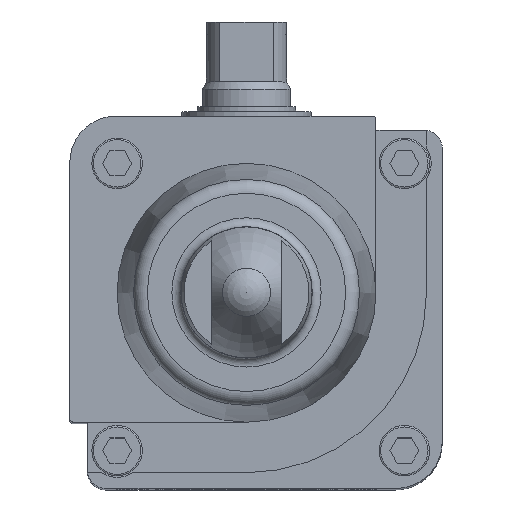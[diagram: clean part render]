
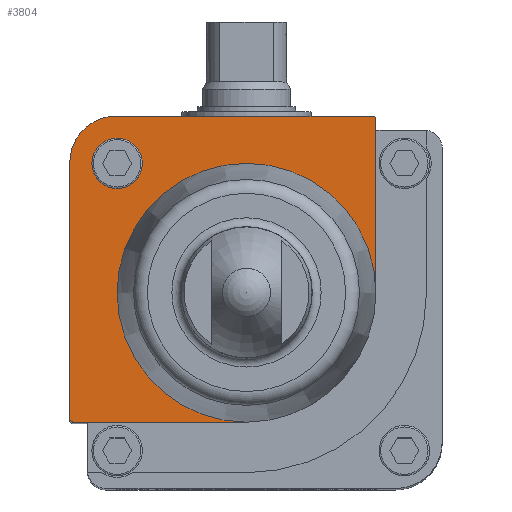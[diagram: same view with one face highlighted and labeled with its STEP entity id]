
A CAD part, top view. The second image highlights one B-rep face of the part: STEP entity #3804.
In plain terms, the highlighted planar face has unit normal (0, 0, 1).
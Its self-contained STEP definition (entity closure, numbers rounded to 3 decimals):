
#129=PLANE('',#4110);
#305=LINE('',#5862,#619);
#306=LINE('',#5867,#620);
#307=LINE('',#5871,#621);
#308=LINE('',#5875,#622);
#619=VECTOR('',#4643,1000.);
#620=VECTOR('',#4646,1000.);
#621=VECTOR('',#4649,1000.);
#622=VECTOR('',#4652,1000.);
#967=ORIENTED_EDGE('',*,*,#1961,.T.);
#968=ORIENTED_EDGE('',*,*,#1962,.T.);
#969=ORIENTED_EDGE('',*,*,#1963,.T.);
#970=ORIENTED_EDGE('',*,*,#1964,.T.);
#971=ORIENTED_EDGE('',*,*,#1965,.T.);
#972=ORIENTED_EDGE('',*,*,#1966,.T.);
#973=ORIENTED_EDGE('',*,*,#1967,.T.);
#974=ORIENTED_EDGE('',*,*,#1968,.T.);
#975=ORIENTED_EDGE('',*,*,#1969,.T.);
#1961=EDGE_CURVE('',#2454,#2454,#2800,.T.);
#1962=EDGE_CURVE('',#2455,#2456,#305,.T.);
#1963=EDGE_CURVE('',#2456,#2457,#2801,.T.);
#1964=EDGE_CURVE('',#2457,#2458,#306,.T.);
#1965=EDGE_CURVE('',#2458,#2459,#2802,.T.);
#1966=EDGE_CURVE('',#2459,#2460,#307,.T.);
#1967=EDGE_CURVE('',#2460,#2461,#2803,.T.);
#1968=EDGE_CURVE('',#2461,#2462,#308,.T.);
#1969=EDGE_CURVE('',#2462,#2455,#2804,.T.);
#2454=VERTEX_POINT('',#5861);
#2455=VERTEX_POINT('',#5863);
#2456=VERTEX_POINT('',#5864);
#2457=VERTEX_POINT('',#5866);
#2458=VERTEX_POINT('',#5868);
#2459=VERTEX_POINT('',#5870);
#2460=VERTEX_POINT('',#5872);
#2461=VERTEX_POINT('',#5874);
#2462=VERTEX_POINT('',#5876);
#2800=CIRCLE('',#4111,8.);
#2801=CIRCLE('',#4112,41.);
#2802=CIRCLE('',#4113,1.184);
#2803=CIRCLE('',#4114,14.75);
#2804=CIRCLE('',#4115,1.184);
#2978=EDGE_LOOP('',(#967));
#2979=EDGE_LOOP('',(#968,#969,#970,#971,#972,#973,#974,#975));
#3354=FACE_BOUND('',#2978,.T.);
#3355=FACE_BOUND('',#2979,.T.);
#3804=ADVANCED_FACE('',(#3354,#3355),#129,.T.);
#4110=AXIS2_PLACEMENT_3D('',#5859,#4639,#4640);
#4111=AXIS2_PLACEMENT_3D('',#5860,#4641,#4642);
#4112=AXIS2_PLACEMENT_3D('',#5865,#4644,#4645);
#4113=AXIS2_PLACEMENT_3D('',#5869,#4647,#4648);
#4114=AXIS2_PLACEMENT_3D('',#5873,#4650,#4651);
#4115=AXIS2_PLACEMENT_3D('',#5877,#4653,#4654);
#4639=DIRECTION('',(0.,0.,1.));
#4640=DIRECTION('',(1.,0.,0.));
#4641=DIRECTION('',(0.,0.,-1.));
#4642=DIRECTION('',(-1.,0.,0.));
#4643=DIRECTION('',(1.,0.,0.));
#4644=DIRECTION('',(0.,0.,-1.));
#4645=DIRECTION('',(-1.,0.,0.));
#4646=DIRECTION('',(0.,1.,0.));
#4647=DIRECTION('',(0.,0.,1.));
#4648=DIRECTION('',(1.,0.,0.));
#4649=DIRECTION('',(-1.,0.,0.));
#4650=DIRECTION('',(0.,0.,1.));
#4651=DIRECTION('',(1.,0.,0.));
#4652=DIRECTION('',(0.,-1.,0.));
#4653=DIRECTION('',(0.,0.,1.));
#4654=DIRECTION('',(1.,0.,0.));
#5859=CARTESIAN_POINT('',(-54.816,-39.816,136.7));
#5860=CARTESIAN_POINT('',(-41.,41.,136.7));
#5861=CARTESIAN_POINT('',(-49.,41.,136.7));
#5862=CARTESIAN_POINT('',(-54.816,-41.,136.7));
#5863=CARTESIAN_POINT('',(-54.816,-41.,136.7));
#5864=CARTESIAN_POINT('',(0.,-41.,136.7));
#5865=CARTESIAN_POINT('',(0.,0.,136.7));
#5866=CARTESIAN_POINT('',(41.,0.,136.7));
#5867=CARTESIAN_POINT('',(41.,51.56,136.7));
#5868=CARTESIAN_POINT('',(41.,54.816,136.7));
#5869=CARTESIAN_POINT('',(39.816,54.816,136.7));
#5870=CARTESIAN_POINT('',(39.816,56.,136.7));
#5871=CARTESIAN_POINT('',(39.816,56.,136.7));
#5872=CARTESIAN_POINT('',(-41.25,56.,136.7));
#5873=CARTESIAN_POINT('',(-41.25,41.25,136.7));
#5874=CARTESIAN_POINT('',(-56.,41.25,136.7));
#5875=CARTESIAN_POINT('',(-56.,41.25,136.7));
#5876=CARTESIAN_POINT('',(-56.,-39.816,136.7));
#5877=CARTESIAN_POINT('',(-54.816,-39.816,136.7));
